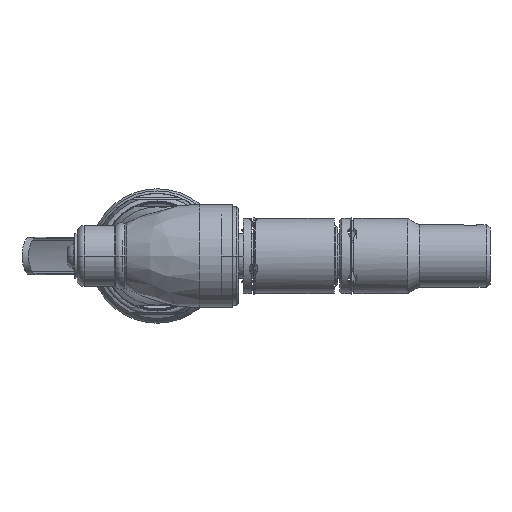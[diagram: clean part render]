
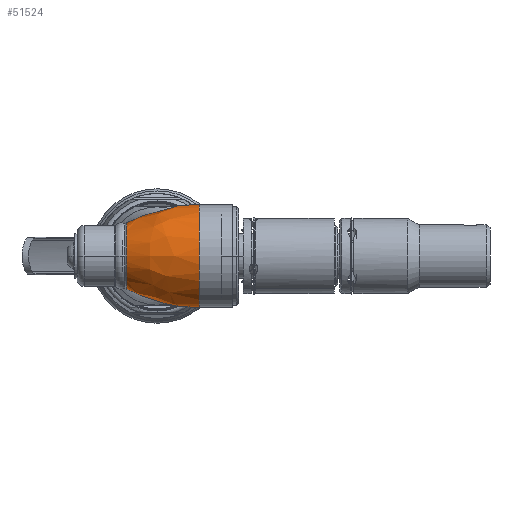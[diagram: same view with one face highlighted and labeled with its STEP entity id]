
A CAD part, left-side view. The second image highlights one B-rep face of the part: STEP entity #51524.
In plain terms, the highlighted free-form (B-spline) face has degree [3, 3] with [7, 4] control points.
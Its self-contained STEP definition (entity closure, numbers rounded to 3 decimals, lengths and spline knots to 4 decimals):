
#50122=CARTESIAN_POINT('',(-8.9574,-0.562,-0.4824));
#50123=CARTESIAN_POINT('',(-8.9574,-0.5487,
-0.4824));
#50124=CARTESIAN_POINT('',(-8.9581,-0.5221,
-0.4827));
#50125=CARTESIAN_POINT('',(-8.9603,-0.4956,
-0.4838));
#50126=CARTESIAN_POINT('',(-8.9617,-0.4825,
-0.4845));
#50128=CARTESIAN_POINT('',(-9.4473,0.4005,0.));
#50129=DIRECTION('',(0.,1.,0.));
#50130=DIRECTION('',(0.327,0.,-0.945));
#50131=AXIS2_PLACEMENT_3D('',#50128,#50129,#50130);
#50133=CARTESIAN_POINT('',(-8.9617,-0.4825,
0.4845));
#50134=CARTESIAN_POINT('',(-8.9603,-0.4956,
0.4838));
#50135=CARTESIAN_POINT('',(-8.9581,-0.5221,
0.4827));
#50136=CARTESIAN_POINT('',(-8.9574,-0.5487,
0.4824));
#50137=CARTESIAN_POINT('',(-8.9574,-0.562,0.4824));
#50148=CARTESIAN_POINT('',(-9.4473,-0.562,0.));
#50149=DIRECTION('',(0.,1.,0.));
#50150=DIRECTION('',(0.713,0.,-0.702));
#50151=AXIS2_PLACEMENT_3D('',#50148,#50149,#50150);
#50287=CARTESIAN_POINT('',(-9.3033,0.4005,
0.4165));
#50288=CARTESIAN_POINT('',(-9.3087,0.3899,
0.4245));
#50289=CARTESIAN_POINT('',(-9.3191,0.3689,
0.4396));
#50290=CARTESIAN_POINT('',(-9.3329,0.3385,
0.4595));
#50291=CARTESIAN_POINT('',(-9.3444,0.3092,
0.477));
#50292=CARTESIAN_POINT('',(-9.353,0.2811,
0.4923));
#50293=CARTESIAN_POINT('',(-9.3584,0.2537,
0.506));
#50294=CARTESIAN_POINT('',(-9.3602,0.2251,
0.5189));
#50295=CARTESIAN_POINT('',(-9.3573,0.1942,
0.5316));
#50296=CARTESIAN_POINT('',(-9.349,0.1608,
0.5437));
#50297=CARTESIAN_POINT('',(-9.3355,0.1249,
0.5549));
#50298=CARTESIAN_POINT('',(-9.3174,0.0867,
0.5649));
#50299=CARTESIAN_POINT('',(-9.2962,0.0469,
0.5733));
#50300=CARTESIAN_POINT('',(-9.2723,0.0054,
0.5798));
#50301=CARTESIAN_POINT('',(-9.2455,-0.039,
0.5845));
#50302=CARTESIAN_POINT('',(-9.2156,-0.0872,
0.5867));
#50303=CARTESIAN_POINT('',(-9.1822,-0.1399,
0.5859));
#50304=CARTESIAN_POINT('',(-9.1452,-0.1978,
0.5809));
#50305=CARTESIAN_POINT('',(-9.1045,-0.2608,
0.5705));
#50306=CARTESIAN_POINT('',(-9.0608,-0.3284,
0.5532));
#50307=CARTESIAN_POINT('',(-9.0134,-0.4019,
0.5268));
#50308=CARTESIAN_POINT('',(-8.9792,-0.4552,
0.5004));
#50309=CARTESIAN_POINT('',(-8.9617,-0.4825,
0.4845));
#50401=CARTESIAN_POINT('',(-8.9617,-0.4825,
-0.4845));
#50402=CARTESIAN_POINT('',(-8.9787,-0.456,
-0.5));
#50403=CARTESIAN_POINT('',(-9.0119,-0.4042,
-0.5257));
#50404=CARTESIAN_POINT('',(-9.058,-0.3328,
-0.5518));
#50405=CARTESIAN_POINT('',(-9.1004,-0.2671,
-0.5691));
#50406=CARTESIAN_POINT('',(-9.1398,-0.206,
-0.5798));
#50407=CARTESIAN_POINT('',(-9.1759,-0.1499,
-0.5852));
#50408=CARTESIAN_POINT('',(-9.2083,-0.0988,
-0.5868));
#50409=CARTESIAN_POINT('',(-9.2373,-0.0523,
-0.5853));
#50410=CARTESIAN_POINT('',(-9.2633,-0.0097,
-0.5816));
#50411=CARTESIAN_POINT('',(-9.2864,0.0298,
-0.5762));
#50412=CARTESIAN_POINT('',(-9.3074,0.0676,
-0.5691));
#50413=CARTESIAN_POINT('',(-9.3257,0.1036,
-0.5607));
#50414=CARTESIAN_POINT('',(-9.3404,0.1371,
-0.5512));
#50415=CARTESIAN_POINT('',(-9.3519,0.1705,
-0.5403));
#50416=CARTESIAN_POINT('',(-9.3594,0.2064,
-0.5269));
#50417=CARTESIAN_POINT('',(-9.36,0.2439,
-0.5107));
#50418=CARTESIAN_POINT('',(-9.3538,0.2791,
-0.4934));
#50419=CARTESIAN_POINT('',(-9.344,0.3106,
-0.4762));
#50420=CARTESIAN_POINT('',(-9.3329,0.3384,
-0.4595));
#50421=CARTESIAN_POINT('',(-9.3219,0.3628,
-0.4436));
#50422=CARTESIAN_POINT('',(-9.3118,0.3837,
-0.429));
#50423=CARTESIAN_POINT('',(-9.306,0.3953,
-0.4205));
#50424=CARTESIAN_POINT('',(-9.3033,0.4005,
-0.4165));
#50939=CARTESIAN_POINT('',(-9.3033,0.4005,
-0.4165));
#50940=CARTESIAN_POINT('',(-9.3033,0.4005,
0.4165));
#50941=VERTEX_POINT('',#50939);
#50942=VERTEX_POINT('',#50940);
#50945=VERTEX_POINT('',#50137);
#50946=VERTEX_POINT('',#50133);
#50954=VERTEX_POINT('',#50126);
#50955=VERTEX_POINT('',#50122);
#51482=CARTESIAN_POINT('',(-8.9141,-0.5821,
-0.4339));
#51483=CARTESIAN_POINT('',(-8.9113,-0.23,
-0.4361));
#51484=CARTESIAN_POINT('',(-8.9792,0.1111,
-0.3809));
#51485=CARTESIAN_POINT('',(-9.113,0.418,
-0.272));
#51486=CARTESIAN_POINT('',(-9.4037,-0.5821,
-1.0356));
#51487=CARTESIAN_POINT('',(-9.4035,-0.23,
-1.0409));
#51488=CARTESIAN_POINT('',(-9.409,0.1111,
-0.9091));
#51489=CARTESIAN_POINT('',(-9.42,0.418,
-0.6492));
#51490=CARTESIAN_POINT('',(-10.1346,-0.5821,
-0.7757));
#51491=CARTESIAN_POINT('',(-10.1382,-0.23,
-0.7797));
#51492=CARTESIAN_POINT('',(-10.0507,0.1111,
-0.681));
#51493=CARTESIAN_POINT('',(-9.8782,0.418,
-0.4863));
#51494=CARTESIAN_POINT('',(-10.1346,-0.5821,0.));
#51495=CARTESIAN_POINT('',(-10.1382,-0.23,0.));
#51496=CARTESIAN_POINT('',(-10.0507,0.1111,0.));
#51497=CARTESIAN_POINT('',(-9.8782,0.418,0.));
#51498=CARTESIAN_POINT('',(-10.1346,-0.5821,
0.7757));
#51499=CARTESIAN_POINT('',(-10.1382,-0.23,
0.7797));
#51500=CARTESIAN_POINT('',(-10.0507,0.1111,
0.681));
#51501=CARTESIAN_POINT('',(-9.8782,0.418,
0.4863));
#51502=CARTESIAN_POINT('',(-9.4037,-0.5821,
1.0356));
#51503=CARTESIAN_POINT('',(-9.4035,-0.23,
1.0409));
#51504=CARTESIAN_POINT('',(-9.409,0.1111,
0.9091));
#51505=CARTESIAN_POINT('',(-9.42,0.418,
0.6492));
#51506=CARTESIAN_POINT('',(-8.9141,-0.5821,
0.4339));
#51507=CARTESIAN_POINT('',(-8.9113,-0.23,
0.4361));
#51508=CARTESIAN_POINT('',(-8.9792,0.1111,
0.3809));
#51509=CARTESIAN_POINT('',(-9.113,0.418,
0.272));
#51510=(BOUNDED_SURFACE()B_SPLINE_SURFACE(3,3,((#51482,#51483,#51484,#51485),(
#51486,#51487,#51488,#51489),(#51490,#51491,#51492,#51493),(#51494,#51495,
#51496,#51497),(#51498,#51499,#51500,#51501),(#51502,#51503,#51504,#51505),(
#51506,#51507,#51508,#51509)),.UNSPECIFIED.,.F.,.F.,.F.)B_SPLINE_SURFACE_WITH_KNOTS((4,3,4),(4,4),(0.,1.,2.),(0.,1.),.UNSPECIFIED.)GEOMETRIC_REPRESENTATION_ITEM()RATIONAL_B_SPLINE_SURFACE(((1.524,1.49,
1.49,1.524),(0.848,0.829,
0.829,0.848),(0.848,0.829,
0.829,0.848),(1.524,1.49,
1.49,1.524),(0.848,0.829,
0.829,0.848),(0.848,0.829,
0.829,0.848),(1.524,1.49,
1.49,1.524)))REPRESENTATION_ITEM('')SURFACE());
#51512=ORIENTED_EDGE('',*,*,#51511,.T.);
#51514=ORIENTED_EDGE('',*,*,#51513,.T.);
#51515=ORIENTED_EDGE('',*,*,#51475,.T.);
#51517=ORIENTED_EDGE('',*,*,#51516,.T.);
#51519=ORIENTED_EDGE('',*,*,#51518,.T.);
#51521=ORIENTED_EDGE('',*,*,#51520,.F.);
#51522=EDGE_LOOP('',(#51512,#51514,#51515,#51517,#51519,#51521));
#51523=FACE_OUTER_BOUND('',#51522,.F.);
#51524=ADVANCED_FACE('',(#51523),#51510,.T.);
#50127=B_SPLINE_CURVE_WITH_KNOTS('',3,(#50122,#50123,#50124,#50125,#50126),
.UNSPECIFIED.,.F.,.F.,(4,1,4),(0.,0.5,1.),.UNSPECIFIED.);
#50132=CIRCLE('',#50131,0.4407);
#50138=B_SPLINE_CURVE_WITH_KNOTS('',3,(#50133,#50134,#50135,#50136,#50137),
.UNSPECIFIED.,.F.,.F.,(4,1,4),(0.,0.5,1.),.UNSPECIFIED.);
#50152=CIRCLE('',#50151,0.6875);
#50310=B_SPLINE_CURVE_WITH_KNOTS('',3,(#50287,#50288,#50289,#50290,#50291,
#50292,#50293,#50294,#50295,#50296,#50297,#50298,#50299,#50300,#50301,#50302,
#50303,#50304,#50305,#50306,#50307,#50308,#50309),.UNSPECIFIED.,.F.,.F.,(4,1,1,
1,1,1,1,1,1,1,1,1,1,1,1,1,1,1,1,1,4),(0.,0.05,0.1,0.15,0.2,0.25,
0.3,0.35,0.4,0.45,0.5,0.55,0.6,0.65,0.7,0.75,0.8,0.85,
0.9,0.95,1.),.UNSPECIFIED.);
#50425=B_SPLINE_CURVE_WITH_KNOTS('',3,(#50401,#50402,#50403,#50404,#50405,
#50406,#50407,#50408,#50409,#50410,#50411,#50412,#50413,#50414,#50415,#50416,
#50417,#50418,#50419,#50420,#50421,#50422,#50423,#50424),.UNSPECIFIED.,.F.,.F.,(
4,1,1,1,1,1,1,1,1,1,1,1,1,1,1,1,1,1,1,1,1,4),(0.,0.0476,
0.0952,0.1429,0.1905,0.2381,
0.2857,0.3333,0.381,0.4286,
0.4762,0.5238,0.5714,0.619,
0.6667,0.7143,0.7619,0.8095,
0.8571,0.9048,0.9524,1.),.UNSPECIFIED.);
#51475=EDGE_CURVE('',#50941,#50942,#50132,.T.);
#51511=EDGE_CURVE('',#50955,#50954,#50127,.T.);
#51513=EDGE_CURVE('',#50954,#50941,#50425,.T.);
#51516=EDGE_CURVE('',#50942,#50946,#50310,.T.);
#51518=EDGE_CURVE('',#50946,#50945,#50138,.T.);
#51520=EDGE_CURVE('',#50955,#50945,#50152,.T.);
